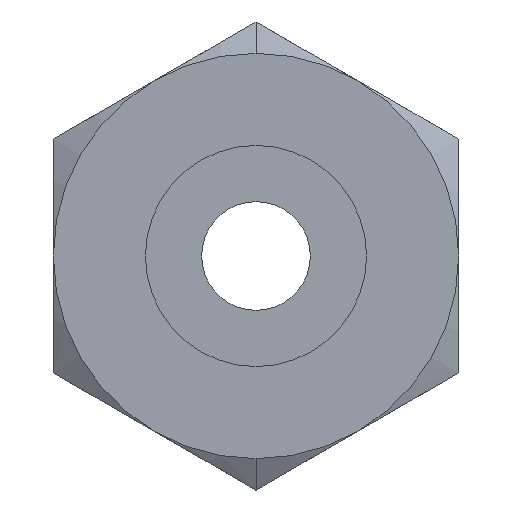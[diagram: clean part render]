
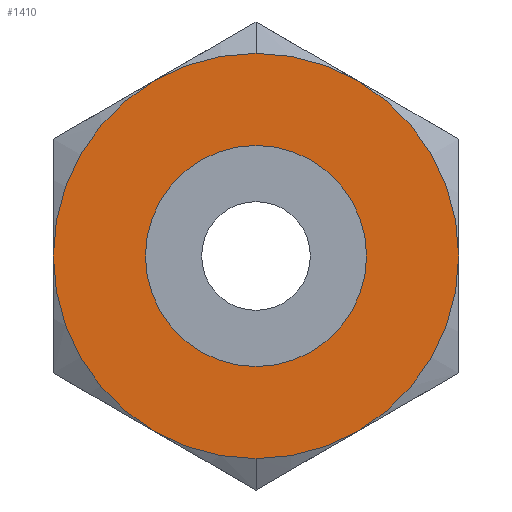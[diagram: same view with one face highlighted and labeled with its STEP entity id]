
A CAD part, left-side view. The second image highlights one B-rep face of the part: STEP entity #1410.
In plain terms, the highlighted planar face has unit normal (-1, 0, 0).
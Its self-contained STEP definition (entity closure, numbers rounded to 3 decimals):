
#12 = EDGE_CURVE ( 'NONE', #637, #4221, #2600, .T. ) ;
#87 = DIRECTION ( 'NONE',  ( 0., 0., -1. ) ) ;
#510 = DIRECTION ( 'NONE',  ( 0., 0., 1. ) ) ;
#637 = VERTEX_POINT ( 'NONE', #5946 ) ;
#685 = EDGE_LOOP ( 'NONE', ( #2513, #7462 ) ) ;
#830 = FACE_BOUND ( 'NONE', #2444, .T. ) ;
#834 = CARTESIAN_POINT ( 'NONE',  ( 0., 0., -6. ) ) ;
#1008 = DIRECTION ( 'NONE',  ( 1., 0., 0. ) ) ;
#1161 = DIRECTION ( 'NONE',  ( 1., 0., 0. ) ) ;
#1198 = CARTESIAN_POINT ( 'NONE',  ( 0., 0., 0. ) ) ;
#1279 = AXIS2_PLACEMENT_3D ( 'NONE', #1198, #1161, #5969 ) ;
#1410 = ADVANCED_FACE ( 'NONE', ( #830, #1430 ), #3228, .T. ) ;
#1430 = FACE_OUTER_BOUND ( 'NONE', #685, .T. ) ;
#1698 = CARTESIAN_POINT ( 'NONE',  ( 0., 0., 0. ) ) ;
#1780 = CIRCLE ( 'NONE', #1279, 11. ) ;
#1945 = DIRECTION ( 'NONE',  ( 1., 0., 0. ) ) ;
#1982 = AXIS2_PLACEMENT_3D ( 'NONE', #1698, #4095, #510 ) ;
#2444 = EDGE_LOOP ( 'NONE', ( #2904, #4678 ) ) ;
#2513 = ORIENTED_EDGE ( 'NONE', *, *, #6281, .F. ) ;
#2600 = CIRCLE ( 'NONE', #1982, 6. ) ;
#2793 = AXIS2_PLACEMENT_3D ( 'NONE', #6049, #3822, #5574 ) ;
#2904 = ORIENTED_EDGE ( 'NONE', *, *, #7140, .T. ) ;
#3228 = PLANE ( 'NONE',  #2793 ) ;
#3576 = CARTESIAN_POINT ( 'NONE',  ( 0., 0., -11. ) ) ;
#3752 = CIRCLE ( 'NONE', #6007, 11. ) ;
#3822 = DIRECTION ( 'NONE',  ( -1., 0., 0. ) ) ;
#4037 = CARTESIAN_POINT ( 'NONE',  ( 0., 0., 11. ) ) ;
#4095 = DIRECTION ( 'NONE',  ( 1., 0., 0. ) ) ;
#4221 = VERTEX_POINT ( 'NONE', #834 ) ;
#4421 = EDGE_CURVE ( 'NONE', #4782, #6233, #1780, .T. ) ;
#4542 = DIRECTION ( 'NONE',  ( 0., 0., 1. ) ) ;
#4678 = ORIENTED_EDGE ( 'NONE', *, *, #12, .T. ) ;
#4782 = VERTEX_POINT ( 'NONE', #3576 ) ;
#5121 = CARTESIAN_POINT ( 'NONE',  ( 0., 0., 0. ) ) ;
#5206 = CIRCLE ( 'NONE', #7202, 6. ) ;
#5574 = DIRECTION ( 'NONE',  ( 0., 0., 1. ) ) ;
#5946 = CARTESIAN_POINT ( 'NONE',  ( 0., 0., 6. ) ) ;
#5969 = DIRECTION ( 'NONE',  ( 0., 0., -1. ) ) ;
#6007 = AXIS2_PLACEMENT_3D ( 'NONE', #5121, #1008, #4542 ) ;
#6049 = CARTESIAN_POINT ( 'NONE',  ( 0., 0., 5.5 ) ) ;
#6233 = VERTEX_POINT ( 'NONE', #4037 ) ;
#6281 = EDGE_CURVE ( 'NONE', #6233, #4782, #3752, .T. ) ;
#7140 = EDGE_CURVE ( 'NONE', #4221, #637, #5206, .T. ) ;
#7202 = AXIS2_PLACEMENT_3D ( 'NONE', #7295, #1945, #87 ) ;
#7295 = CARTESIAN_POINT ( 'NONE',  ( 0., 0., 0. ) ) ;
#7462 = ORIENTED_EDGE ( 'NONE', *, *, #4421, .F. ) ;
